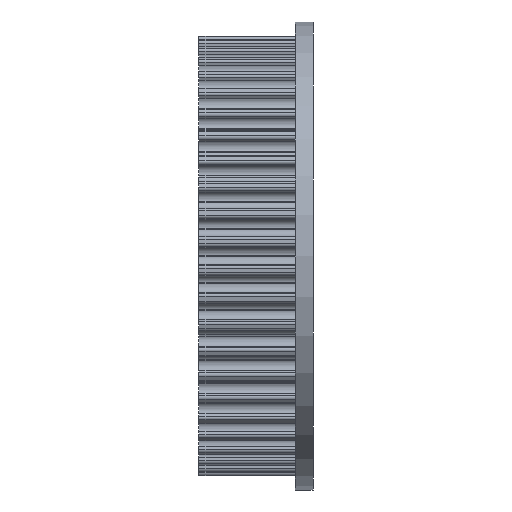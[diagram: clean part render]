
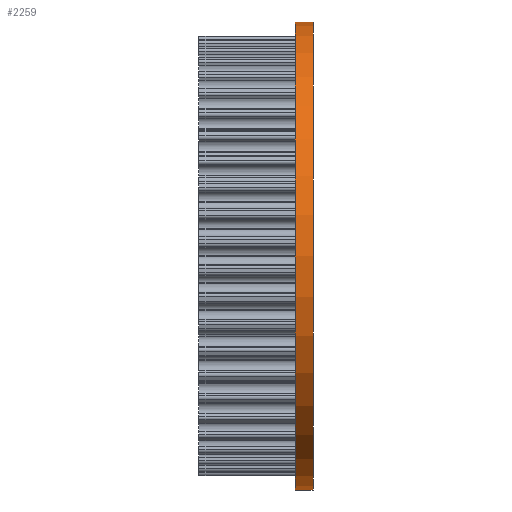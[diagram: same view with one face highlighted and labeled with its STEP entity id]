
A CAD part, front view. The second image highlights one B-rep face of the part: STEP entity #2259.
In plain terms, the highlighted cylindrical face has radius 40 mm (diameter 80 mm), a partial arc.
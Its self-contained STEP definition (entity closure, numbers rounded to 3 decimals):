
#47 = ORIENTED_EDGE ( 'NONE', *, *, #11965, .F. ) ;
#935 = EDGE_CURVE ( 'NONE', #12304, #14522, #8501, .T. ) ;
#937 = CARTESIAN_POINT ( 'NONE',  ( 38.824, 53.54, 92.213 ) ) ;
#1014 = DIRECTION ( 'NONE',  ( -1., 0., 0. ) ) ;
#1134 = ORIENTED_EDGE ( 'NONE', *, *, #18371, .T. ) ;
#1464 = DIRECTION ( 'NONE',  ( 1., 0., 0. ) ) ;
#2259 = ADVANCED_FACE ( 'NONE', ( #6479 ), #11332, .T. ) ;
#2421 = VECTOR ( 'NONE', #15227, 1000. ) ;
#3580 = CIRCLE ( 'NONE', #9233, 40. ) ;
#3861 = CARTESIAN_POINT ( 'NONE',  ( 38.824, 53.54, 52.213 ) ) ;
#6479 = FACE_OUTER_BOUND ( 'NONE', #17566, .T. ) ;
#7917 = LINE ( 'NONE', #11031, #2421 ) ;
#8501 = CIRCLE ( 'NONE', #19418, 40. ) ;
#9233 = AXIS2_PLACEMENT_3D ( 'NONE', #14620, #1464, #13241 ) ;
#9437 = ORIENTED_EDGE ( 'NONE', *, *, #935, .F. ) ;
#9610 = CARTESIAN_POINT ( 'NONE',  ( 35.824, 53.54, 92.213 ) ) ;
#9669 = DIRECTION ( 'NONE',  ( 0., 0., -1. ) ) ;
#9699 = DIRECTION ( 'NONE',  ( -1., 0., 0. ) ) ;
#9791 = LINE ( 'NONE', #17134, #17706 ) ;
#10566 = CARTESIAN_POINT ( 'NONE',  ( 38.824, 53.54, 12.213 ) ) ;
#10717 = EDGE_CURVE ( 'NONE', #14405, #10772, #3580, .T. ) ;
#10772 = VERTEX_POINT ( 'NONE', #11767 ) ;
#10900 = ORIENTED_EDGE ( 'NONE', *, *, #10717, .T. ) ;
#11031 = CARTESIAN_POINT ( 'NONE',  ( 38.824, 53.54, 92.213 ) ) ;
#11332 = CYLINDRICAL_SURFACE ( 'NONE', #12029, 40. ) ;
#11767 = CARTESIAN_POINT ( 'NONE',  ( 35.824, 53.54, 12.213 ) ) ;
#11965 = EDGE_CURVE ( 'NONE', #14522, #10772, #9791, .T. ) ;
#12029 = AXIS2_PLACEMENT_3D ( 'NONE', #3861, #1014, #14359 ) ;
#12304 = VERTEX_POINT ( 'NONE', #937 ) ;
#13241 = DIRECTION ( 'NONE',  ( 0., 0., -1. ) ) ;
#14359 = DIRECTION ( 'NONE',  ( 0., 0., 1. ) ) ;
#14405 = VERTEX_POINT ( 'NONE', #9610 ) ;
#14522 = VERTEX_POINT ( 'NONE', #10566 ) ;
#14620 = CARTESIAN_POINT ( 'NONE',  ( 35.824, 53.54, 52.213 ) ) ;
#15227 = DIRECTION ( 'NONE',  ( -1., 0., 0. ) ) ;
#15623 = CARTESIAN_POINT ( 'NONE',  ( 38.824, 53.54, 52.213 ) ) ;
#17134 = CARTESIAN_POINT ( 'NONE',  ( 38.824, 53.54, 12.213 ) ) ;
#17566 = EDGE_LOOP ( 'NONE', ( #47, #9437, #1134, #10900 ) ) ;
#17706 = VECTOR ( 'NONE', #9699, 1000. ) ;
#18371 = EDGE_CURVE ( 'NONE', #12304, #14405, #7917, .T. ) ;
#18684 = DIRECTION ( 'NONE',  ( 1., 0., 0. ) ) ;
#19418 = AXIS2_PLACEMENT_3D ( 'NONE', #15623, #18684, #9669 ) ;
